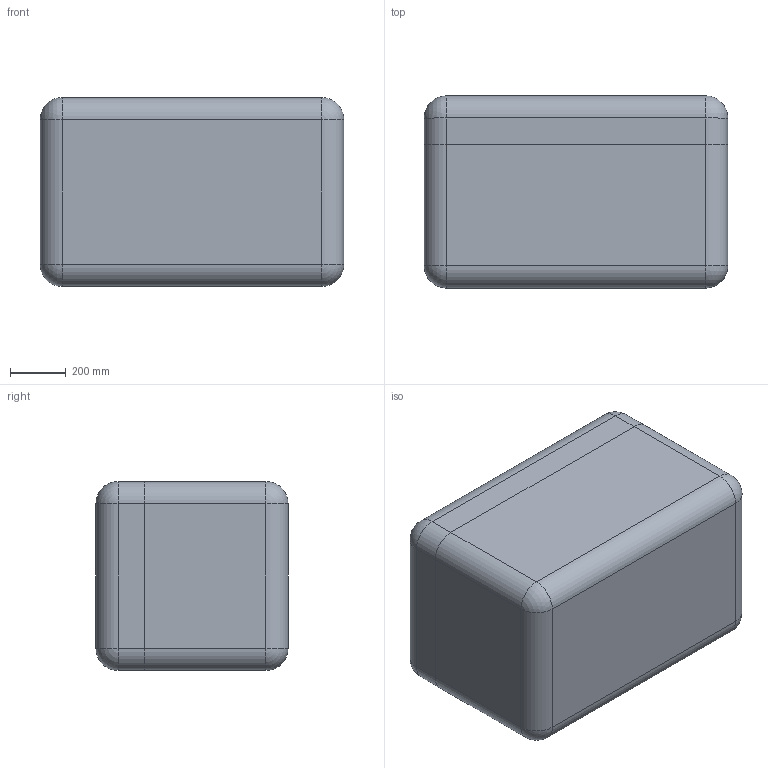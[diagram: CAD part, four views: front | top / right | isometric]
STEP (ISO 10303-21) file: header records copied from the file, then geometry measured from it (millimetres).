
FILE_DESCRIPTION (( 'STEP AP214' ), '1' );
FILE_NAME ('Ñáîðêà132.STEP', '2024-02-21T15:04:15', ( '' ), ( '' ), 'SwSTEP 2.0', 'SolidWorks 2021', '' );
FILE_SCHEMA (( 'AUTOMOTIVE_DESIGN' ));
Length unit declared in the file: millimetre
Products named in the file (3): 栖闉罻132; Êðûøêà 208(óïð); Êîðïóñ 208(Óïð)
Assembly tree (2 placements, depth 2):
  栖闉罻132
    Êîðïóñ 208(Óïð)
    Êðûøêà 208(óïð)
Bounding box: 1093.66 x 691.87 x 680.78 mm (x, y, z)
Volume: 190598978 mm3; surface area: 8067499.3 mm2
Topology: 2 solids, 2 shells, 1582 faces, 3892 edges, 2232 vertices
Faces by surface type: cylinder 648, plane 342, bspline 324, torus 196, sphere 48, cone 24
Entity records: 62109 total; most frequent: CARTESIAN_POINT 27230, ORIENTED_EDGE 7600, DIRECTION 7098, EDGE_CURVE 3800, AXIS2_PLACEMENT_3D 2787, VERTEX_POINT 2232, EDGE_LOOP 1604, FACE_OUTER_BOUND 1582
